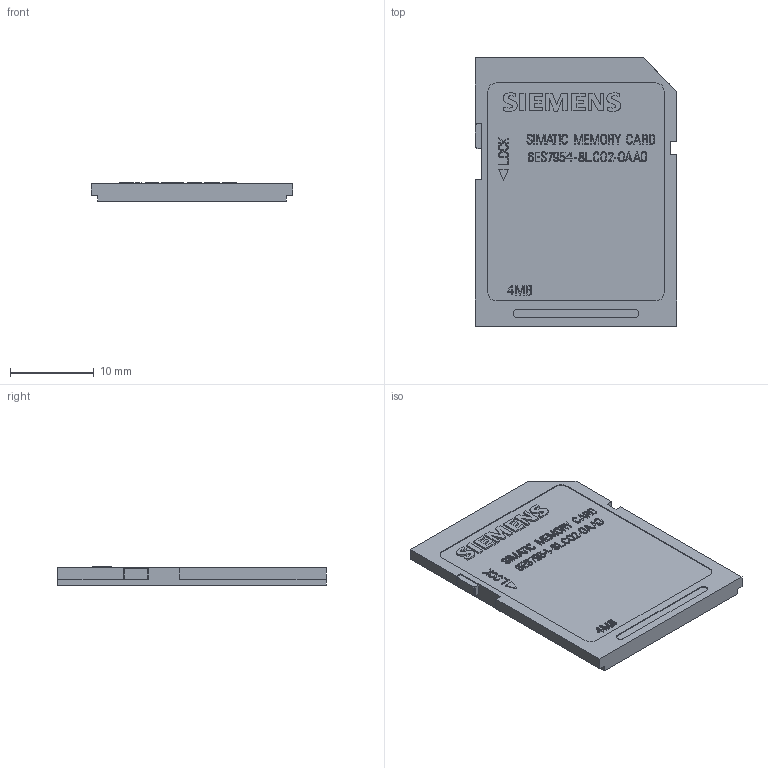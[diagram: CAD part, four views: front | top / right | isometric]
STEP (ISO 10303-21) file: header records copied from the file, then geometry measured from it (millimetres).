
FILE_DESCRIPTION(/* description */ (''),/* implementation_level */ '2;1');
FILE_NAME(/* name */ '6ES7954-8LC02-0AA0_3d.stp',/* time_stamp */ '2019-11-20T02:27:53+01:00',/* author */ (''),/* organization */ (''),/* preprocessor_version */ 'ST-DEVELOPER v16.7',/* originating_system */ 'SIEMENS PLM Software NX 12.0',/* authorisation */ '');
FILE_SCHEMA (('AUTOMOTIVE_DESIGN { 1 0 10303 214 3 1 1 1 }'));
Length unit declared in the file: millimetre
Products named in the file (3): A5E49153568A_001; A5E49153532A_001; A5E49153515A_001
Assembly tree (2 placements, depth 2):
  A5E49153515A_001
    A5E49153532A_001
    A5E49153568A_001
Bounding box: 24 x 32 x 2.2 mm (x, y, z)
Volume: 1436.6 mm3; surface area: 1920.9 mm2
Topology: 51 solids, 51 shells, 645 faces, 1620 edges, 1080 vertices
Faces by surface type: plane 485, extrusion 147, cylinder 13
Entity records: 27169 total; most frequent: CARTESIAN_POINT 8215, ORIENTED_EDGE 3240, DIRECTION 2025, EDGE_CURVE 1620, VERTEX_POINT 1080, VECTOR 959, B_SPLINE_CURVE_WITH_KNOTS 929, LINE 812
